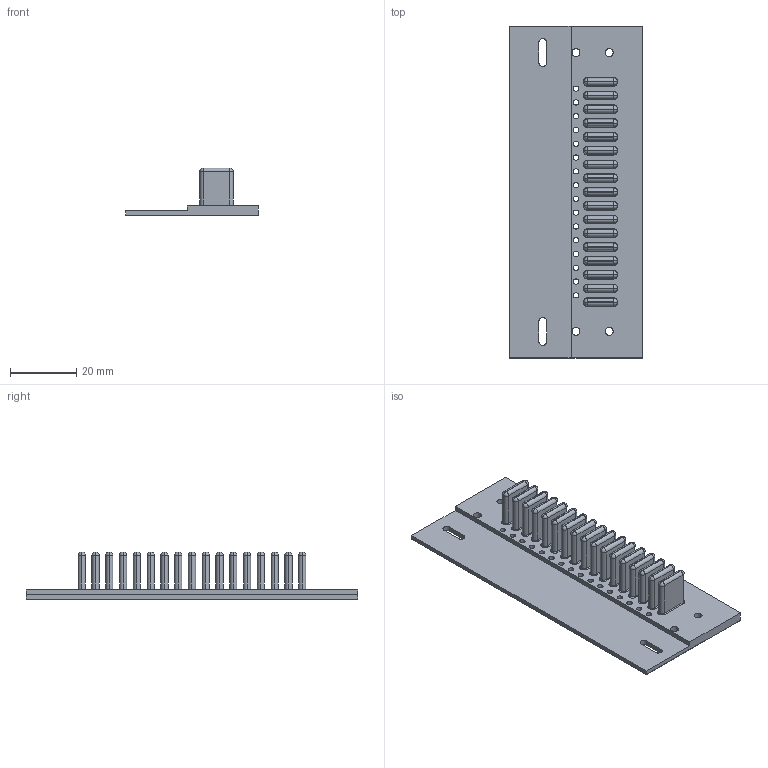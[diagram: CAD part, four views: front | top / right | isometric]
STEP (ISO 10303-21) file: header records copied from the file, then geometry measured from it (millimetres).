
FILE_DESCRIPTION (( 'STEP AP203' ), '1' );
FILE_NAME ('SB_B2R2p1.STEP', '2021-03-31T08:31:37', ( '' ), ( '' ), 'SwSTEP 2.0', 'SolidWorks 2020', '' );
FILE_SCHEMA (( 'CONFIG_CONTROL_DESIGN' ));
Length unit declared in the file: millimetre
Products named in the file (1): SB_B2R2p1
Bounding box: 40 x 100 x 14.4 mm (x, y, z)
Volume: 12806 mm3; surface area: 13290 mm2
Topology: 1 solids, 1 shells, 375 faces, 889 edges, 535 vertices
Faces by surface type: cylinder 179, torus 127, plane 69
Entity records: 11066 total; most frequent: DIRECTION 2199, CARTESIAN_POINT 1812, ORIENTED_EDGE 1778, AXIS2_PLACEMENT_3D 938, EDGE_CURVE 889, CIRCLE 562, VERTEX_POINT 535, EDGE_LOOP 438
